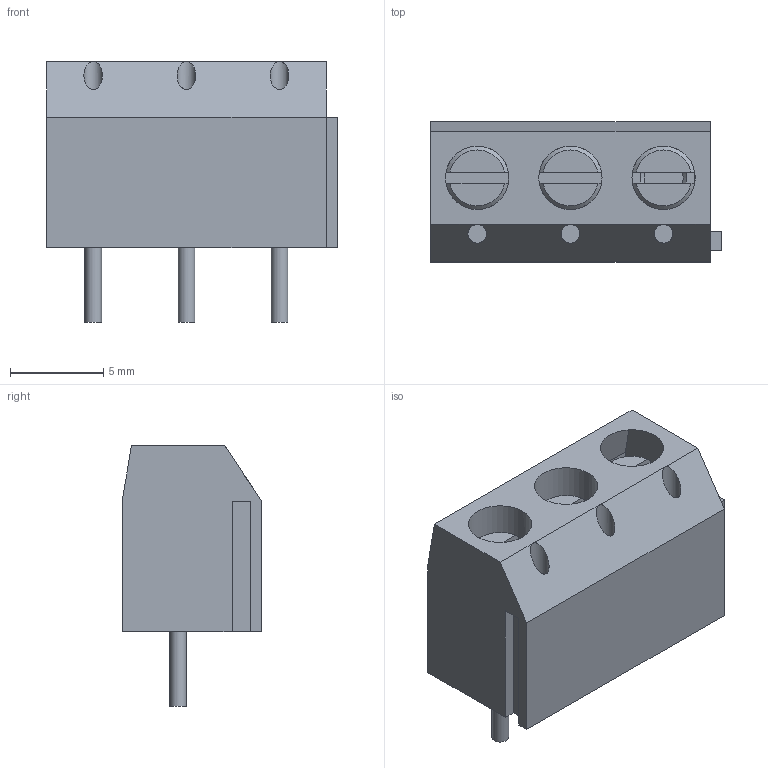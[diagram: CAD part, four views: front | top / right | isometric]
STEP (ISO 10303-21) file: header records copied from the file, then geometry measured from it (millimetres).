
FILE_DESCRIPTION(('FreeCAD Model'),'2;1');
FILE_NAME('Open CASCADE Shape Model','2021-07-28T15:31:16',('Author'),( ''),'Open CASCADE STEP processor 7.5','FreeCAD','Unknown');
FILE_SCHEMA(('AUTOMOTIVE_DESIGN { 1 0 10303 214 1 1 1 1 }'));
Length unit declared in the file: millimetre
Products named in the file (1): Fusion
Bounding box: 15.6 x 7.5 x 14 mm (x, y, z)
Surface area: 1428.2 mm2 (no closed solid volume)
Topology: 0 solids, 1 shells, 118 faces, 331 edges, 210 vertices
Faces by surface type: plane 88, cylinder 21, cone 9
Full cylindrical faces by diameter (mm): 0.9 x3, 1 x3, 2.5 x6, 2.8 x3, 3.4 x3
Entity records: 4380 total; most frequent: CARTESIAN_POINT 918, DIRECTION 619, ORIENTED_EDGE 618, EDGE_CURVE 309, LINE 225, VECTOR 225, VERTEX_POINT 202, AXIS2_PLACEMENT_3D 197
